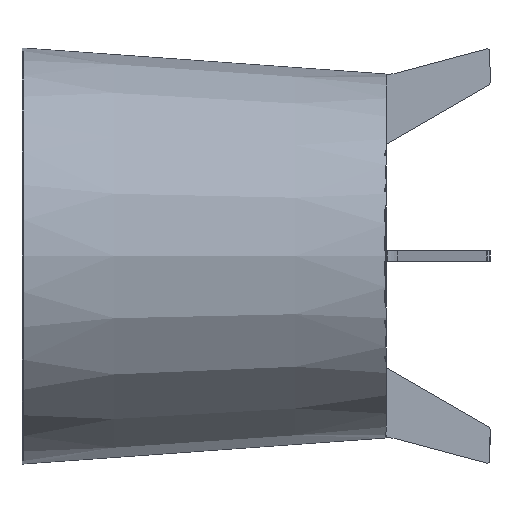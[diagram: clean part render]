
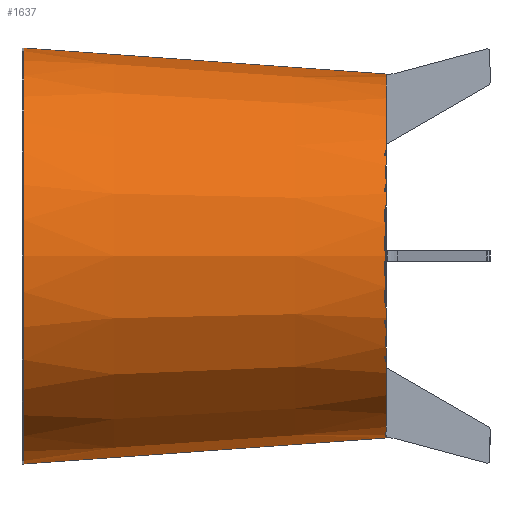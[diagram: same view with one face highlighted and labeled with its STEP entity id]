
A CAD part, left-side view. The second image highlights one B-rep face of the part: STEP entity #1637.
In plain terms, the highlighted conical face has half-angle 4.103 degrees and reference radius 350 mm.
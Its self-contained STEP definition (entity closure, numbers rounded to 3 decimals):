
#13 = CARTESIAN_POINT ( 'NONE',  ( 0., 200., 0. ) ) ;
#214 = AXIS2_PLACEMENT_3D ( 'NONE', #1307, #2567, #2147 ) ;
#258 = VECTOR ( 'NONE', #1114, 1000. ) ;
#324 = CARTESIAN_POINT ( 'NONE',  ( -0.085, 200., -350. ) ) ;
#363 = ORIENTED_EDGE ( 'NONE', *, *, #1613, .T. ) ;
#366 = CARTESIAN_POINT ( 'NONE',  ( 0., 200., 350. ) ) ;
#419 = DIRECTION ( 'NONE',  ( 0., 1., 0. ) ) ;
#560 = AXIS2_PLACEMENT_3D ( 'NONE', #2526, #419, #829 ) ;
#605 = ORIENTED_EDGE ( 'NONE', *, *, #1033, .F. ) ;
#792 = DIRECTION ( 'NONE',  ( 0., 0.997, -0.072 ) ) ;
#829 = DIRECTION ( 'NONE',  ( 0., 0., 1. ) ) ;
#903 = VERTEX_POINT ( 'NONE', #366 ) ;
#1033 = EDGE_CURVE ( 'NONE', #2430, #2480, #2609, .T. ) ;
#1109 = CIRCLE ( 'NONE', #2343, 350. ) ;
#1114 = DIRECTION ( 'NONE',  ( 0., 0.997, 0.072 ) ) ;
#1238 = EDGE_CURVE ( 'NONE', #903, #2480, #2175, .T. ) ;
#1307 = CARTESIAN_POINT ( 'NONE',  ( 0., 200., 0. ) ) ;
#1361 = CARTESIAN_POINT ( 'NONE',  ( 0., 200., 350. ) ) ;
#1367 = ORIENTED_EDGE ( 'NONE', *, *, #1238, .T. ) ;
#1380 = LINE ( 'NONE', #324, #1554 ) ;
#1448 = CONICAL_SURFACE ( 'NONE', #214, 350., 0.072 ) ;
#1554 = VECTOR ( 'NONE', #792, 1000. ) ;
#1595 = CARTESIAN_POINT ( 'NONE',  ( -0.085, 200., -350. ) ) ;
#1613 = EDGE_CURVE ( 'NONE', #2377, #903, #1109, .T. ) ;
#1637 = ADVANCED_FACE ( 'NONE', ( #1710 ), #1448, .T. ) ;
#1710 = FACE_OUTER_BOUND ( 'NONE', #2723, .T. ) ;
#2016 = CARTESIAN_POINT ( 'NONE',  ( -0.098, 897., -400. ) ) ;
#2018 = EDGE_CURVE ( 'NONE', #2377, #2430, #1380, .T. ) ;
#2147 = DIRECTION ( 'NONE',  ( 0., 0., 1. ) ) ;
#2175 = LINE ( 'NONE', #1361, #258 ) ;
#2227 = CARTESIAN_POINT ( 'NONE',  ( 0., 897., 400. ) ) ;
#2311 = DIRECTION ( 'NONE',  ( 0., 0., 1. ) ) ;
#2326 = DIRECTION ( 'NONE',  ( 0., 1., 0. ) ) ;
#2343 = AXIS2_PLACEMENT_3D ( 'NONE', #13, #2326, #2311 ) ;
#2377 = VERTEX_POINT ( 'NONE', #1595 ) ;
#2422 = ORIENTED_EDGE ( 'NONE', *, *, #2018, .F. ) ;
#2430 = VERTEX_POINT ( 'NONE', #2016 ) ;
#2480 = VERTEX_POINT ( 'NONE', #2227 ) ;
#2526 = CARTESIAN_POINT ( 'NONE',  ( 0., 897., 0. ) ) ;
#2567 = DIRECTION ( 'NONE',  ( 0., 1., 0. ) ) ;
#2609 = CIRCLE ( 'NONE', #560, 400. ) ;
#2723 = EDGE_LOOP ( 'NONE', ( #363, #1367, #605, #2422 ) ) ;
